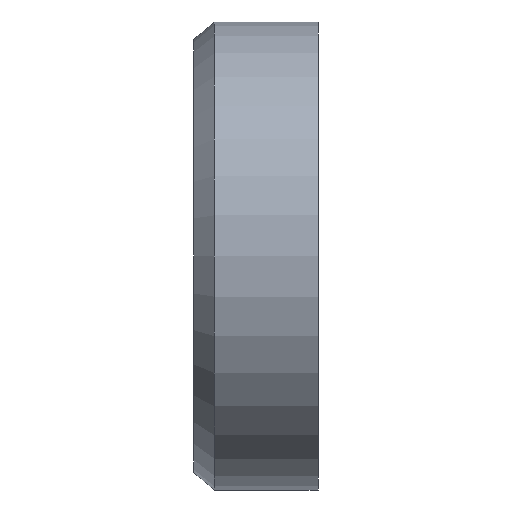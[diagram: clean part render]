
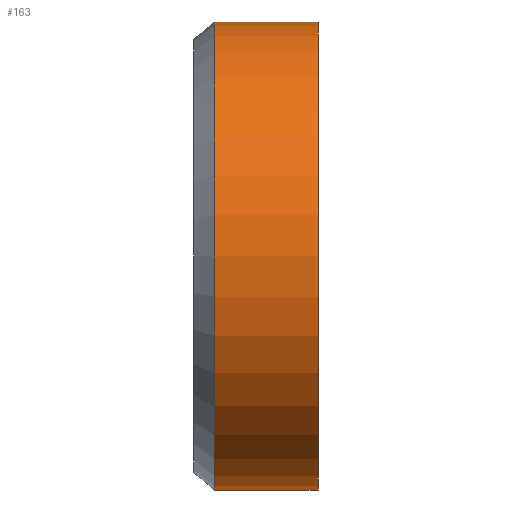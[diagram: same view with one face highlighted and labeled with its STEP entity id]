
A CAD part, left-side view. The second image highlights one B-rep face of the part: STEP entity #163.
In plain terms, the highlighted cylindrical face has radius 23 mm (diameter 46 mm), a partial arc.
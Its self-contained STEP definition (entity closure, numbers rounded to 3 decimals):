
#107 = AXIS2_PLACEMENT_3D ( 'NONE', #1479, #305, #863 ) ;
#163 = ADVANCED_FACE ( 'NONE', ( #2111 ), #3547, .T. ) ;
#305 = DIRECTION ( 'NONE',  ( 0., 1., 0. ) ) ;
#317 = AXIS2_PLACEMENT_3D ( 'NONE', #878, #815, #2074 ) ;
#405 = VERTEX_POINT ( 'NONE', #989 ) ;
#420 = DIRECTION ( 'NONE',  ( 0., -1., 0. ) ) ;
#555 = ORIENTED_EDGE ( 'NONE', *, *, #2492, .F. ) ;
#576 = EDGE_LOOP ( 'NONE', ( #555, #1669, #2551, #992 ) ) ;
#688 = CARTESIAN_POINT ( 'NONE',  ( 0., 10.2, 23. ) ) ;
#815 = DIRECTION ( 'NONE',  ( 0., -1., 0. ) ) ;
#863 = DIRECTION ( 'NONE',  ( 0., 0., 1. ) ) ;
#874 = VECTOR ( 'NONE', #1882, 1000. ) ;
#878 = CARTESIAN_POINT ( 'NONE',  ( 0., 12.2, 0. ) ) ;
#906 = VECTOR ( 'NONE', #420, 1000. ) ;
#953 = LINE ( 'NONE', #2505, #906 ) ;
#989 = CARTESIAN_POINT ( 'NONE',  ( 0., 10.2, -23. ) ) ;
#992 = ORIENTED_EDGE ( 'NONE', *, *, #2205, .T. ) ;
#1206 = CARTESIAN_POINT ( 'NONE',  ( 0., 0., -23. ) ) ;
#1211 = CARTESIAN_POINT ( 'NONE',  ( 0., 0., 23. ) ) ;
#1282 = LINE ( 'NONE', #2142, #874 ) ;
#1472 = EDGE_CURVE ( 'NONE', #405, #3655, #1282, .T. ) ;
#1479 = CARTESIAN_POINT ( 'NONE',  ( 0., 0., 0. ) ) ;
#1629 = DIRECTION ( 'NONE',  ( 0., -1., 0. ) ) ;
#1669 = ORIENTED_EDGE ( 'NONE', *, *, #3038, .T. ) ;
#1828 = CIRCLE ( 'NONE', #107, 23. ) ;
#1882 = DIRECTION ( 'NONE',  ( 0., -1., 0. ) ) ;
#2074 = DIRECTION ( 'NONE',  ( 0., 0., -1. ) ) ;
#2111 = FACE_OUTER_BOUND ( 'NONE', #576, .T. ) ;
#2142 = CARTESIAN_POINT ( 'NONE',  ( 0., 12.2, -23. ) ) ;
#2205 = EDGE_CURVE ( 'NONE', #3655, #2832, #1828, .T. ) ;
#2492 = EDGE_CURVE ( 'NONE', #3671, #2832, #953, .T. ) ;
#2505 = CARTESIAN_POINT ( 'NONE',  ( 0., 12.2, 23. ) ) ;
#2551 = ORIENTED_EDGE ( 'NONE', *, *, #1472, .T. ) ;
#2832 = VERTEX_POINT ( 'NONE', #1211 ) ;
#3038 = EDGE_CURVE ( 'NONE', #3671, #405, #3506, .T. ) ;
#3091 = CARTESIAN_POINT ( 'NONE',  ( 0., 10.2, 0. ) ) ;
#3128 = AXIS2_PLACEMENT_3D ( 'NONE', #3091, #1629, #3683 ) ;
#3506 = CIRCLE ( 'NONE', #3128, 23. ) ;
#3547 = CYLINDRICAL_SURFACE ( 'NONE', #317, 23. ) ;
#3655 = VERTEX_POINT ( 'NONE', #1206 ) ;
#3671 = VERTEX_POINT ( 'NONE', #688 ) ;
#3683 = DIRECTION ( 'NONE',  ( 0., 0., 1. ) ) ;
